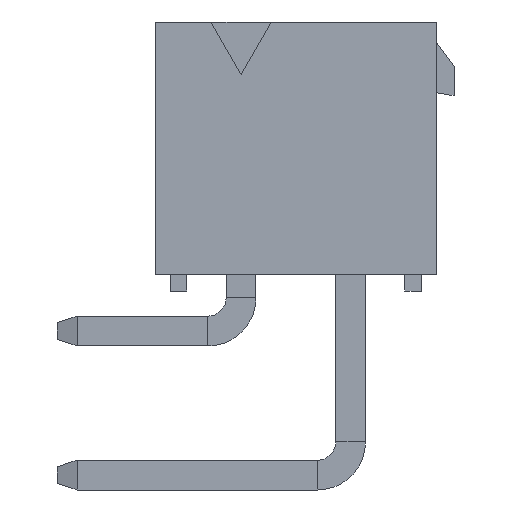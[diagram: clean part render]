
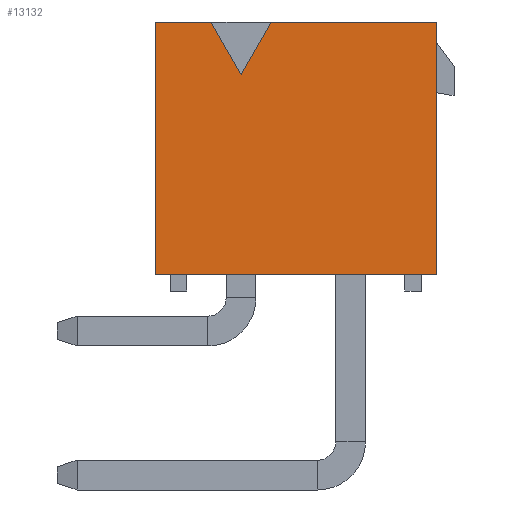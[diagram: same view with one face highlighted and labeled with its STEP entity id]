
A CAD part, left-side view. The second image highlights one B-rep face of the part: STEP entity #13132.
In plain terms, the highlighted planar face has unit normal (-1, 0, 0).
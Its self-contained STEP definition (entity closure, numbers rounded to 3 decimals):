
#4748=CARTESIAN_POINT('',(-17.425,-5.385,0.));
#4749=VERTEX_POINT('',#4748);
#4750=CARTESIAN_POINT('',(-17.425,-5.385,-9.65));
#4751=VERTEX_POINT('',#4750);
#4752=CARTESIAN_POINT('',(-17.425,-5.385,0.));
#4753=DIRECTION('',(0.,0.,-1.));
#4754=VECTOR('',#4753,9.65);
#4755=LINE('',#4752,#4754);
#4756=EDGE_CURVE('',#4749,#4751,#4755,.T.);
#4788=CARTESIAN_POINT('',(-17.425,5.385,0.));
#4789=VERTEX_POINT('',#4788);
#4806=CARTESIAN_POINT('',(-17.425,5.385,-9.65));
#4807=VERTEX_POINT('',#4806);
#4814=CARTESIAN_POINT('',(-17.425,5.385,-9.65));
#4815=DIRECTION('',(0.,0.,1.));
#4816=VECTOR('',#4815,9.65);
#4817=LINE('',#4814,#4816);
#4818=EDGE_CURVE('',#4807,#4789,#4817,.T.);
#13087=CARTESIAN_POINT('',(-17.425,0.,-5.145));
#13088=DIRECTION('',(0.,-1.,0.));
#13089=DIRECTION('',(-1.,0.,0.));
#13090=AXIS2_PLACEMENT_3D('',#13087,#13089,#13088);
#13091=PLANE('',#13090);
#13092=CARTESIAN_POINT('',(-17.425,5.385,-9.65));
#13093=DIRECTION('',(0.,-1.,0.));
#13094=VECTOR('',#13093,10.77);
#13095=LINE('',#13092,#13094);
#13096=EDGE_CURVE('',#4807,#4751,#13095,.T.);
#13097=ORIENTED_EDGE('',*,*,#13096,.T.);
#13098=ORIENTED_EDGE('',*,*,#4756,.F.);
#13099=CARTESIAN_POINT('',(-17.425,0.945,0.));
#13100=VERTEX_POINT('',#13099);
#13101=CARTESIAN_POINT('',(-17.425,-5.385,0.));
#13102=DIRECTION('',(0.,1.,0.));
#13103=VECTOR('',#13102,6.33);
#13104=LINE('',#13101,#13103);
#13105=EDGE_CURVE('',#4749,#13100,#13104,.T.);
#13106=ORIENTED_EDGE('',*,*,#13105,.T.);
#13107=CARTESIAN_POINT('',(-17.425,2.095,-2.));
#13108=VERTEX_POINT('',#13107);
#13109=CARTESIAN_POINT('',(-17.425,0.945,0.));
#13110=DIRECTION('',(0.,0.498,-0.867));
#13111=VECTOR('',#13110,2.307);
#13112=LINE('',#13109,#13111);
#13113=EDGE_CURVE('',#13100,#13108,#13112,.T.);
#13114=ORIENTED_EDGE('',*,*,#13113,.T.);
#13115=CARTESIAN_POINT('',(-17.425,3.245,0.));
#13116=VERTEX_POINT('',#13115);
#13117=CARTESIAN_POINT('',(-17.425,2.095,-2.));
#13118=DIRECTION('',(0.,0.498,0.867));
#13119=VECTOR('',#13118,2.307);
#13120=LINE('',#13117,#13119);
#13121=EDGE_CURVE('',#13108,#13116,#13120,.T.);
#13122=ORIENTED_EDGE('',*,*,#13121,.T.);
#13123=CARTESIAN_POINT('',(-17.425,3.245,0.));
#13124=DIRECTION('',(0.,1.,0.));
#13125=VECTOR('',#13124,2.14);
#13126=LINE('',#13123,#13125);
#13127=EDGE_CURVE('',#13116,#4789,#13126,.T.);
#13128=ORIENTED_EDGE('',*,*,#13127,.T.);
#13129=ORIENTED_EDGE('',*,*,#4818,.F.);
#13130=EDGE_LOOP('',(#13097,#13098,#13106,#13114,#13122,#13128,#13129));
#13131=FACE_OUTER_BOUND('',#13130,.T.);
#13132=ADVANCED_FACE('',(#13131),#13091,.T.);
